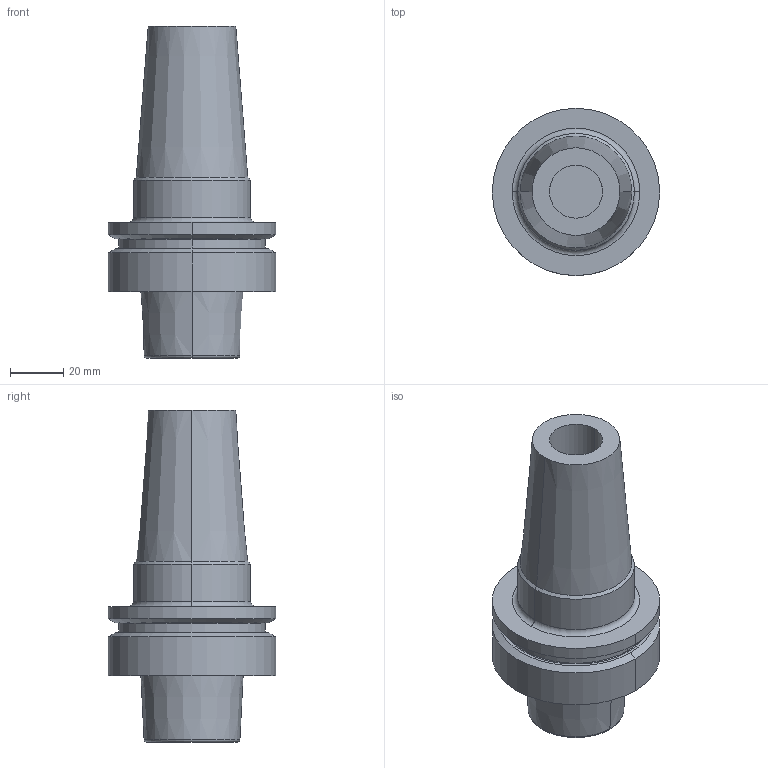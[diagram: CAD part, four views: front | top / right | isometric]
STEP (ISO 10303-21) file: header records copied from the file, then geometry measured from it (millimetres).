
FILE_DESCRIPTION (( 'STEP AP203' ), '1' );
FILE_NAME ('STP-SATE-71010.STEP', '2019-04-30T00:29:38', ( '' ), ( '' ), 'SwSTEP 2.0', 'SolidWorks 2017', '' );
FILE_SCHEMA (( 'CONFIG_CONTROL_DESIGN' ));
Length unit declared in the file: millimetre
Products named in the file (1): STP-SATE-71010
Bounding box: 63 x 63 x 125 mm (x, y, z)
Volume: 154840.4 mm3; surface area: 30266.8 mm2
Topology: 1 solids, 1 shells, 55 faces, 110 edges, 63 vertices
Faces by surface type: cylinder 20, cone 16, torus 10, plane 9
Entity records: 1495 total; most frequent: DIRECTION 292, CARTESIAN_POINT 227, ORIENTED_EDGE 216, AXIS2_PLACEMENT_3D 128, EDGE_CURVE 108, CIRCLE 72, VERTEX_POINT 63, EDGE_LOOP 63
